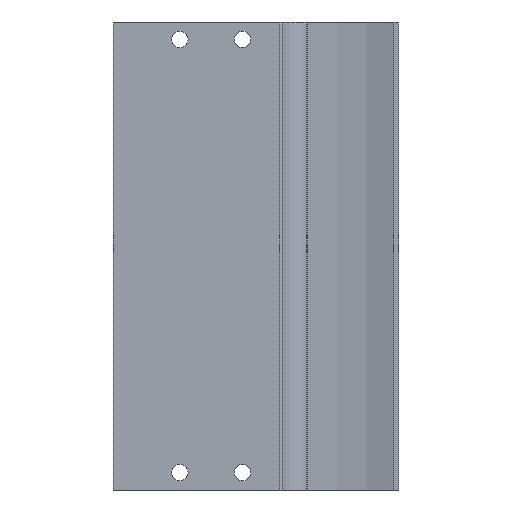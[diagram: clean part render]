
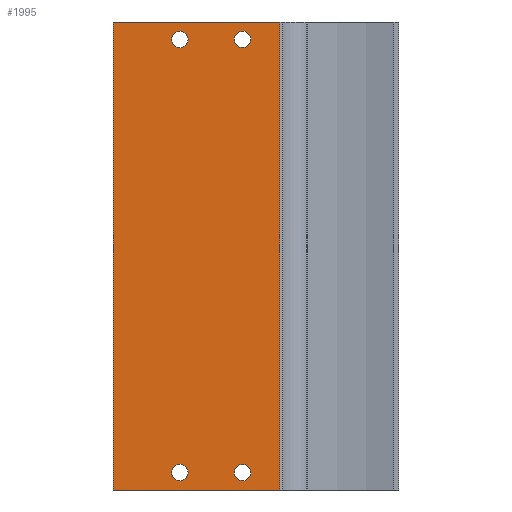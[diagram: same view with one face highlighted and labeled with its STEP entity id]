
A CAD part, left-side view. The second image highlights one B-rep face of the part: STEP entity #1995.
In plain terms, the highlighted planar face has unit normal (-1, 0, 0).
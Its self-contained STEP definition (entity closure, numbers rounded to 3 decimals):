
#121=LINE('',#3486,#187);
#122=LINE('',#3496,#188);
#123=LINE('',#3498,#189);
#124=LINE('',#3500,#190);
#187=VECTOR('',#2604,1000.);
#188=VECTOR('',#2615,1000.);
#189=VECTOR('',#2616,1000.);
#190=VECTOR('',#2617,1000.);
#224=PLANE('',#2196);
#381=ORIENTED_EDGE('',*,*,#821,.T.);
#382=ORIENTED_EDGE('',*,*,#822,.T.);
#383=ORIENTED_EDGE('',*,*,#823,.T.);
#384=ORIENTED_EDGE('',*,*,#824,.T.);
#385=ORIENTED_EDGE('',*,*,#825,.T.);
#386=ORIENTED_EDGE('',*,*,#820,.F.);
#387=ORIENTED_EDGE('',*,*,#826,.F.);
#388=ORIENTED_EDGE('',*,*,#827,.T.);
#820=EDGE_CURVE('',#1026,#1025,#121,.T.);
#821=EDGE_CURVE('',#1027,#1027,#1195,.T.);
#822=EDGE_CURVE('',#1028,#1028,#1196,.T.);
#823=EDGE_CURVE('',#1029,#1029,#1197,.T.);
#824=EDGE_CURVE('',#1030,#1030,#1198,.T.);
#825=EDGE_CURVE('',#1031,#1025,#122,.T.);
#826=EDGE_CURVE('',#1032,#1026,#123,.T.);
#827=EDGE_CURVE('',#1032,#1031,#124,.T.);
#1025=VERTEX_POINT('',#3483);
#1026=VERTEX_POINT('',#3485);
#1027=VERTEX_POINT('',#3489);
#1028=VERTEX_POINT('',#3491);
#1029=VERTEX_POINT('',#3493);
#1030=VERTEX_POINT('',#3495);
#1031=VERTEX_POINT('',#3497);
#1032=VERTEX_POINT('',#3499);
#1195=CIRCLE('',#2197,1.65);
#1196=CIRCLE('',#2198,1.65);
#1197=CIRCLE('',#2199,1.65);
#1198=CIRCLE('',#2200,1.65);
#1348=EDGE_LOOP('',(#381));
#1349=EDGE_LOOP('',(#382));
#1350=EDGE_LOOP('',(#383));
#1351=EDGE_LOOP('',(#384));
#1352=EDGE_LOOP('',(#385,#386,#387,#388));
#1644=FACE_BOUND('',#1348,.T.);
#1645=FACE_BOUND('',#1349,.T.);
#1646=FACE_BOUND('',#1350,.T.);
#1647=FACE_BOUND('',#1351,.T.);
#1648=FACE_BOUND('',#1352,.T.);
#1995=ADVANCED_FACE('',(#1644,#1645,#1646,#1647,#1648),#224,.F.);
#2196=AXIS2_PLACEMENT_3D('',#3487,#2605,#2606);
#2197=AXIS2_PLACEMENT_3D('',#3488,#2607,#2608);
#2198=AXIS2_PLACEMENT_3D('',#3490,#2609,#2610);
#2199=AXIS2_PLACEMENT_3D('',#3492,#2611,#2612);
#2200=AXIS2_PLACEMENT_3D('',#3494,#2613,#2614);
#2604=DIRECTION('',(0.,0.,-1.));
#2605=DIRECTION('',(1.,0.,0.));
#2606=DIRECTION('',(0.,0.,-1.));
#2607=DIRECTION('',(1.,0.,0.));
#2608=DIRECTION('',(0.,0.,-1.));
#2609=DIRECTION('',(1.,0.,0.));
#2610=DIRECTION('',(0.,0.,-1.));
#2611=DIRECTION('',(1.,0.,0.));
#2612=DIRECTION('',(0.,0.,-1.));
#2613=DIRECTION('',(1.,0.,0.));
#2614=DIRECTION('',(0.,0.,-1.));
#2615=DIRECTION('',(0.,-1.,0.));
#2616=DIRECTION('',(0.,-1.,0.));
#2617=DIRECTION('',(0.,0.,-1.));
#3483=CARTESIAN_POINT('',(0.,23.907,-47.));
#3485=CARTESIAN_POINT('',(0.,23.907,47.));
#3486=CARTESIAN_POINT('',(0.,23.907,47.));
#3487=CARTESIAN_POINT('',(0.,57.4,47.));
#3488=CARTESIAN_POINT('',(0.,44.,43.5));
#3489=CARTESIAN_POINT('',(0.,44.,41.85));
#3490=CARTESIAN_POINT('',(0.,31.4,43.5));
#3491=CARTESIAN_POINT('',(0.,31.4,41.85));
#3492=CARTESIAN_POINT('',(0.,44.,-43.5));
#3493=CARTESIAN_POINT('',(0.,44.,-45.15));
#3494=CARTESIAN_POINT('',(0.,31.4,-43.5));
#3495=CARTESIAN_POINT('',(0.,31.4,-45.15));
#3496=CARTESIAN_POINT('',(0.,57.4,-47.));
#3497=CARTESIAN_POINT('',(0.,57.4,-47.));
#3498=CARTESIAN_POINT('',(0.,57.4,47.));
#3499=CARTESIAN_POINT('',(0.,57.4,47.));
#3500=CARTESIAN_POINT('',(0.,57.4,47.));
